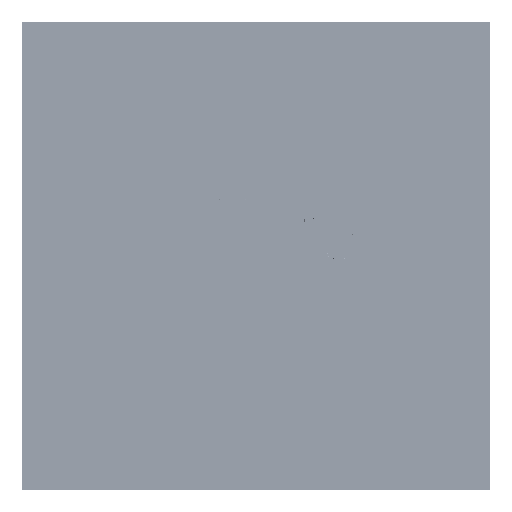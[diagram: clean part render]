
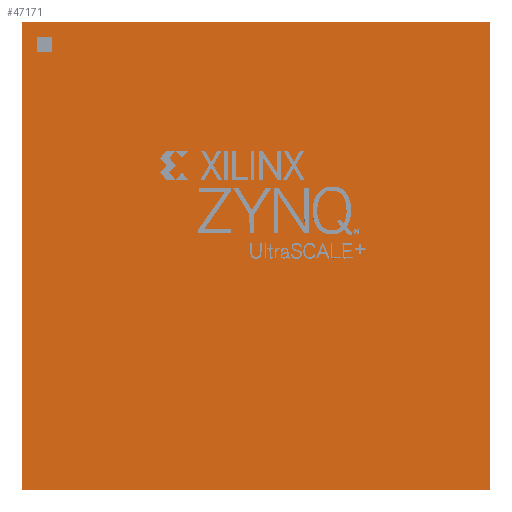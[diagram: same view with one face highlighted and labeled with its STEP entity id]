
A CAD part, top view. The second image highlights one B-rep face of the part: STEP entity #47171.
In plain terms, the highlighted planar face has unit normal (0, 0, 1).
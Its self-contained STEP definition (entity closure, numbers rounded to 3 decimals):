
#47059 = VERTEX_POINT('',#47060);
#47060 = CARTESIAN_POINT('',(-15.5,15.5,3.35));
#47066 = EDGE_CURVE('',#47059,#47067,#47069,.T.);
#47067 = VERTEX_POINT('',#47068);
#47068 = CARTESIAN_POINT('',(15.5,15.5,3.35));
#47069 = LINE('',#47070,#47071);
#47070 = CARTESIAN_POINT('',(-15.5,15.5,3.35));
#47071 = VECTOR('',#47072,1.);
#47072 = DIRECTION('',(1.,0.,0.));
#47099 = VERTEX_POINT('',#47100);
#47100 = CARTESIAN_POINT('',(-15.5,-15.5,3.35));
#47106 = EDGE_CURVE('',#47099,#47059,#47107,.T.);
#47107 = LINE('',#47108,#47109);
#47108 = CARTESIAN_POINT('',(-15.5,-15.5,3.35));
#47109 = VECTOR('',#47110,1.);
#47110 = DIRECTION('',(0.,1.,0.));
#47128 = EDGE_CURVE('',#47067,#47129,#47131,.T.);
#47129 = VERTEX_POINT('',#47130);
#47130 = CARTESIAN_POINT('',(15.5,-15.5,3.35));
#47131 = LINE('',#47132,#47133);
#47132 = CARTESIAN_POINT('',(15.5,15.5,3.35));
#47133 = VECTOR('',#47134,1.);
#47134 = DIRECTION('',(0.,-1.,0.));
#47171 = ADVANCED_FACE('',(#47172,#47183),#47217,.F.);
#47172 = FACE_BOUND('',#47173,.F.);
#47173 = EDGE_LOOP('',(#47174,#47175,#47176,#47182));
#47174 = ORIENTED_EDGE('',*,*,#47066,.T.);
#47175 = ORIENTED_EDGE('',*,*,#47128,.T.);
#47176 = ORIENTED_EDGE('',*,*,#47177,.T.);
#47177 = EDGE_CURVE('',#47129,#47099,#47178,.T.);
#47178 = LINE('',#47179,#47180);
#47179 = CARTESIAN_POINT('',(15.5,-15.5,3.35));
#47180 = VECTOR('',#47181,1.);
#47181 = DIRECTION('',(-1.,0.,0.));
#47182 = ORIENTED_EDGE('',*,*,#47106,.T.);
#47183 = FACE_BOUND('',#47184,.F.);
#47184 = EDGE_LOOP('',(#47185,#47195,#47203,#47211));
#47185 = ORIENTED_EDGE('',*,*,#47186,.F.);
#47186 = EDGE_CURVE('',#47187,#47189,#47191,.T.);
#47187 = VERTEX_POINT('',#47188);
#47188 = CARTESIAN_POINT('',(-14.5,14.5,3.35));
#47189 = VERTEX_POINT('',#47190);
#47190 = CARTESIAN_POINT('',(-13.5,14.5,3.35));
#47191 = LINE('',#47192,#47193);
#47192 = CARTESIAN_POINT('',(-14.5,14.5,3.35));
#47193 = VECTOR('',#47194,1.);
#47194 = DIRECTION('',(1.,0.,0.));
#47195 = ORIENTED_EDGE('',*,*,#47196,.F.);
#47196 = EDGE_CURVE('',#47197,#47187,#47199,.T.);
#47197 = VERTEX_POINT('',#47198);
#47198 = CARTESIAN_POINT('',(-14.5,13.5,3.35));
#47199 = LINE('',#47200,#47201);
#47200 = CARTESIAN_POINT('',(-14.5,13.5,3.35));
#47201 = VECTOR('',#47202,1.);
#47202 = DIRECTION('',(0.,1.,0.));
#47203 = ORIENTED_EDGE('',*,*,#47204,.F.);
#47204 = EDGE_CURVE('',#47205,#47197,#47207,.T.);
#47205 = VERTEX_POINT('',#47206);
#47206 = CARTESIAN_POINT('',(-13.5,13.5,3.35));
#47207 = LINE('',#47208,#47209);
#47208 = CARTESIAN_POINT('',(-13.5,13.5,3.35));
#47209 = VECTOR('',#47210,1.);
#47210 = DIRECTION('',(-1.,0.,0.));
#47211 = ORIENTED_EDGE('',*,*,#47212,.F.);
#47212 = EDGE_CURVE('',#47189,#47205,#47213,.T.);
#47213 = LINE('',#47214,#47215);
#47214 = CARTESIAN_POINT('',(-13.5,14.5,3.35));
#47215 = VECTOR('',#47216,1.);
#47216 = DIRECTION('',(0.,-1.,0.));
#47217 = PLANE('',#47218);
#47218 = AXIS2_PLACEMENT_3D('',#47219,#47220,#47221);
#47219 = CARTESIAN_POINT('',(0.,0.,3.35));
#47220 = DIRECTION('',(-0.,-0.,-1.));
#47221 = DIRECTION('',(-1.,0.,0.));
